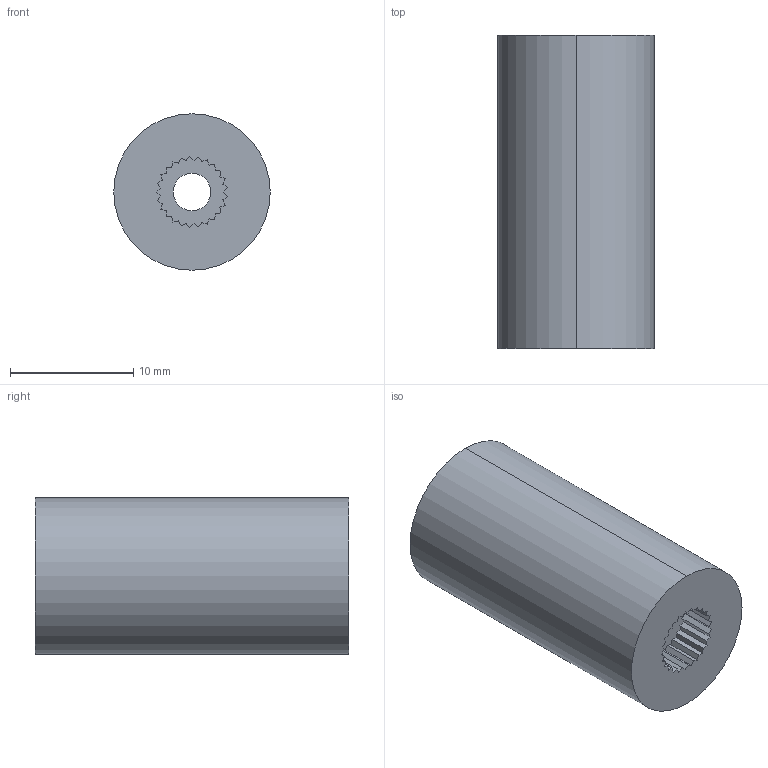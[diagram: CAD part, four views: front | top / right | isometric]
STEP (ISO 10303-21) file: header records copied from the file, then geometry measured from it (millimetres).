
FILE_DESCRIPTION (( 'STEP AP203' ), '1' );
FILE_NAME ('525129.STEP', '2014-07-10T15:45:27', ( 'Kyle' ), ( 'Microsoft' ), 'SwSTEP 2.0', 'SolidWorks 2014', '' );
FILE_SCHEMA (( 'CONFIG_CONTROL_DESIGN' ));
Length unit declared in the file: inch
Products named in the file (1): 525129
Bounding box: 12.69 x 25.4 x 12.69 mm (x, y, z)
Volume: 2181.5 mm3; surface area: 1834.2 mm2
Topology: 1 solids, 1 shells, 60 faces, 168 edges, 112 vertices
Faces by surface type: plane 54, cylinder 6
Entity records: 1987 total; most frequent: CARTESIAN_POINT 341, ORIENTED_EDGE 336, DIRECTION 302, EDGE_CURVE 168, LINE 156, VECTOR 156, VERTEX_POINT 112, AXIS2_PLACEMENT_3D 73
